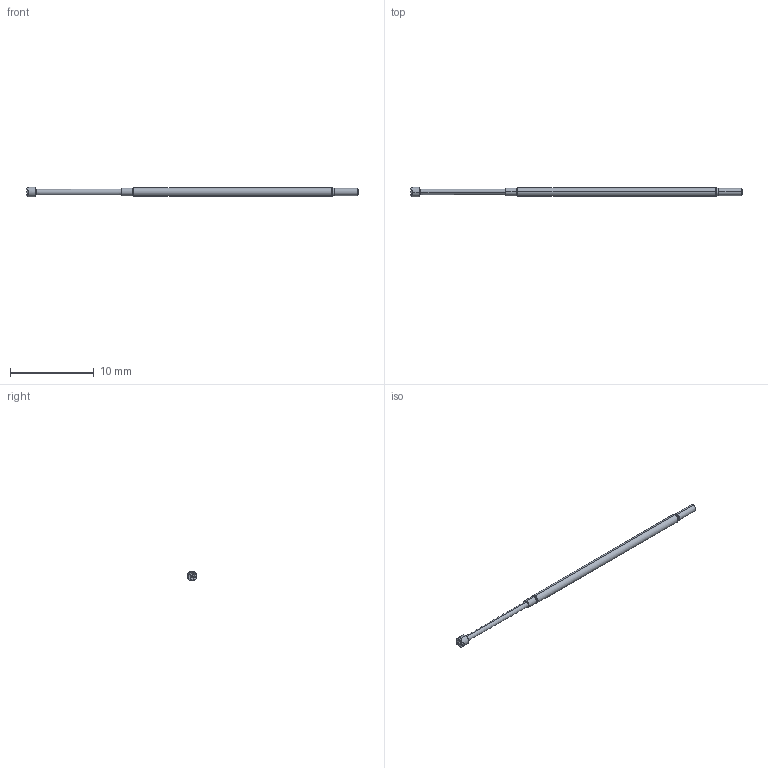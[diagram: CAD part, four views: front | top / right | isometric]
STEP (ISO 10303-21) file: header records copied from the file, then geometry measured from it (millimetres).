
FILE_DESCRIPTION (( 'STEP AP214' ), '1' );
FILE_NAME ('X50-PRP4009_.STEP', '2016-04-08T14:29:43', ( 'spare' ), ( '' ), 'SwSTEP 2.0', 'SolidWorks 2016', '' );
FILE_SCHEMA (( 'AUTOMOTIVE_DESIGN' ));
Length unit declared in the file: inch
Products named in the file (1): X50-PRP4009_
Bounding box: 39.62 x 1.17 x 1.17 mm (x, y, z)
Volume: 26.7 mm3; surface area: 116.5 mm2
Topology: 1 solids, 1 shells, 76 faces, 192 edges, 120 vertices
Faces by surface type: plane 48, cone 12, cylinder 8, torus 8
Entity records: 3278 total; most frequent: CARTESIAN_POINT 479, ORIENTED_EDGE 384, DIRECTION 362, EDGE_CURVE 192, AXIS2_PLACEMENT_3D 123, VERTEX_POINT 120, LINE 116, VECTOR 116
